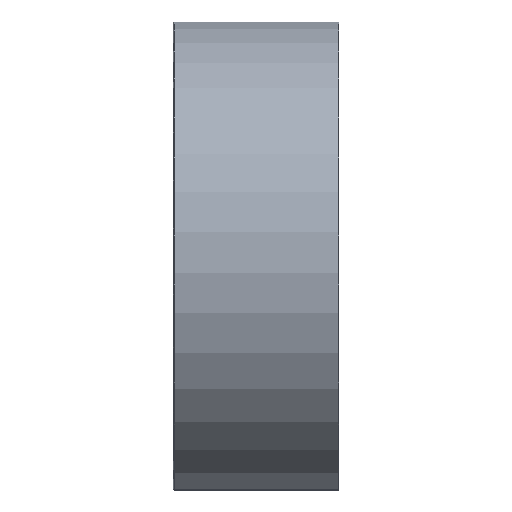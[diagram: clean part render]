
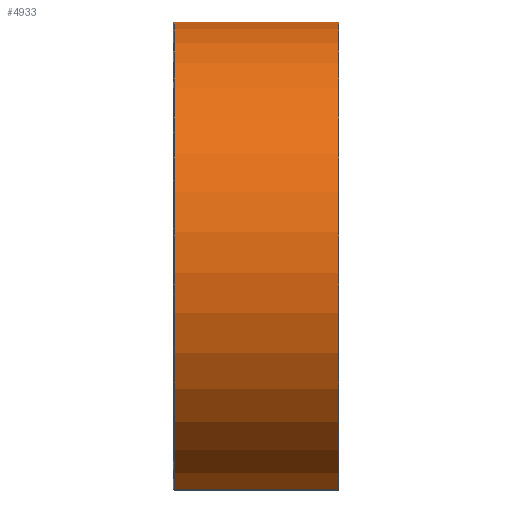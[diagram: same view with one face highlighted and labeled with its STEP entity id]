
A CAD part, left-side view. The second image highlights one B-rep face of the part: STEP entity #4933.
In plain terms, the highlighted cylindrical face has radius 101.6 mm (diameter 203.2 mm), a partial arc.
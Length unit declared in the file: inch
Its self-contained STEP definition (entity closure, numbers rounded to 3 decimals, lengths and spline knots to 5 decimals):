
#441=LINE('',#6842,#942);
#443=LINE('',#6855,#944);
#942=VECTOR('',#5648,0.3937);
#944=VECTOR('',#5664,0.3937);
#1432=CYLINDRICAL_SURFACE('',#5264,4.);
#1481=FACE_OUTER_BOUND('',#1774,.T.);
#1774=EDGE_LOOP('',(#3509,#3510,#3511,#3512));
#2122=CIRCLE('',#5263,4.);
#2123=CIRCLE('',#5265,4.);
#2242=VERTEX_POINT('',#6835);
#2245=VERTEX_POINT('',#6840);
#2248=VERTEX_POINT('',#6852);
#2249=VERTEX_POINT('',#6854);
#2740=EDGE_CURVE('',#2245,#2242,#441,.T.);
#2746=EDGE_CURVE('',#2248,#2249,#443,.T.);
#2750=EDGE_CURVE('',#2249,#2245,#2122,.T.);
#2751=EDGE_CURVE('',#2242,#2248,#2123,.T.);
#3509=ORIENTED_EDGE('',*,*,#2740,.F.);
#3510=ORIENTED_EDGE('',*,*,#2750,.F.);
#3511=ORIENTED_EDGE('',*,*,#2746,.F.);
#3512=ORIENTED_EDGE('',*,*,#2751,.F.);
#4933=ADVANCED_FACE('',(#1481),#1432,.T.);
#5263=AXIS2_PLACEMENT_3D('',#6861,#5674,#5675);
#5264=AXIS2_PLACEMENT_3D('',#6862,#5676,#5677);
#5265=AXIS2_PLACEMENT_3D('',#6863,#5678,#5679);
#5648=DIRECTION('',(0.,-1.,0.));
#5664=DIRECTION('',(0.,1.,0.));
#5674=DIRECTION('center_axis',(0.,1.,0.));
#5675=DIRECTION('ref_axis',(0.,0.,1.));
#5676=DIRECTION('center_axis',(0.,-1.,0.));
#5677=DIRECTION('ref_axis',(0.,0.,1.));
#5678=DIRECTION('center_axis',(0.,-1.,0.));
#5679=DIRECTION('ref_axis',(-0.331,0.,-0.944));
#6835=CARTESIAN_POINT('',(1.32586,-2.75,-3.77387));
#6840=CARTESIAN_POINT('',(1.32586,-0.02,-3.77387));
#6842=CARTESIAN_POINT('',(1.32586,0.,-3.77387));
#6852=CARTESIAN_POINT('',(-1.32586,-2.75,-3.77387));
#6854=CARTESIAN_POINT('',(-1.32586,-0.02,-3.77387));
#6855=CARTESIAN_POINT('',(-1.32586,0.,-3.77387));
#6861=CARTESIAN_POINT('Origin',(0.,-0.02,0.));
#6862=CARTESIAN_POINT('Origin',(0.,0.,0.));
#6863=CARTESIAN_POINT('Origin',(0.,-2.75,0.));
